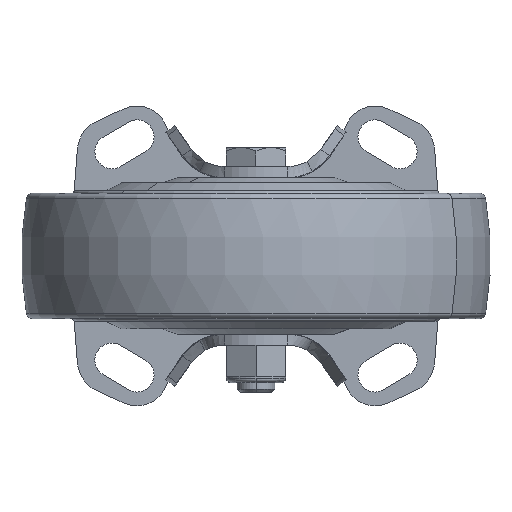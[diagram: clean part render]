
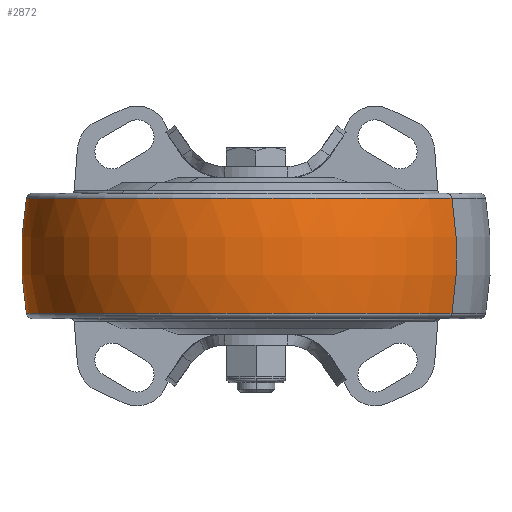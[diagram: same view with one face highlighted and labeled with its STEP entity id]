
A CAD part, front view. The second image highlights one B-rep face of the part: STEP entity #2872.
In plain terms, the highlighted toroidal (fillet/blend) face has major radius 26 mm and minor radius 101 mm.
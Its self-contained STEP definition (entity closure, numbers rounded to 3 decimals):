
#695 = EDGE_LOOP ( 'NONE', ( #8629, #4975, #7901, #5330 ) ) ;
#716 = CARTESIAN_POINT ( 'NONE',  ( 18.364, 0., -73.317 ) ) ;
#1116 = CARTESIAN_POINT ( 'NONE',  ( 18.364, 0., 73.317 ) ) ;
#1165 = CARTESIAN_POINT ( 'NONE',  ( 0., 0., 0. ) ) ;
#1183 = VERTEX_POINT ( 'NONE', #716 ) ;
#1188 = DIRECTION ( 'NONE',  ( 0., 1., 0. ) ) ;
#1413 = DIRECTION ( 'NONE',  ( 0., 0., 1. ) ) ;
#1482 = AXIS2_PLACEMENT_3D ( 'NONE', #1165, #2045, #6858 ) ;
#2003 = EDGE_CURVE ( 'NONE', #1183, #2705, #7292, .T. ) ;
#2045 = DIRECTION ( 'NONE',  ( -1., 0., 0. ) ) ;
#2095 = VERTEX_POINT ( 'NONE', #4974 ) ;
#2705 = VERTEX_POINT ( 'NONE', #1116 ) ;
#2872 = ADVANCED_FACE ( 'NONE', ( #6699 ), #7761, .T. ) ;
#3483 = CARTESIAN_POINT ( 'NONE',  ( 0., 0., -26. ) ) ;
#3648 = AXIS2_PLACEMENT_3D ( 'NONE', #9614, #8901, #7369 ) ;
#3995 = CIRCLE ( 'NONE', #5949, 101. ) ;
#4572 = CARTESIAN_POINT ( 'NONE',  ( 0., 0., 26. ) ) ;
#4647 = AXIS2_PLACEMENT_3D ( 'NONE', #8342, #9914, #1413 ) ;
#4974 = CARTESIAN_POINT ( 'NONE',  ( -18.364, 0., 73.317 ) ) ;
#4975 = ORIENTED_EDGE ( 'NONE', *, *, #2003, .T. ) ;
#5165 = CIRCLE ( 'NONE', #6009, 101. ) ;
#5330 = ORIENTED_EDGE ( 'NONE', *, *, #7235, .F. ) ;
#5862 = DIRECTION ( 'NONE',  ( 0., -1., 0. ) ) ;
#5949 = AXIS2_PLACEMENT_3D ( 'NONE', #3483, #5862, #7375 ) ;
#6009 = AXIS2_PLACEMENT_3D ( 'NONE', #4572, #1188, #9834 ) ;
#6699 = FACE_OUTER_BOUND ( 'NONE', #695, .T. ) ;
#6858 = DIRECTION ( 'NONE',  ( 0., 0., 1. ) ) ;
#7048 = EDGE_CURVE ( 'NONE', #2705, #2095, #3995, .T. ) ;
#7235 = EDGE_CURVE ( 'NONE', #8858, #2095, #9102, .T. ) ;
#7292 = CIRCLE ( 'NONE', #3648, 73.317 ) ;
#7369 = DIRECTION ( 'NONE',  ( 0., 0., 1. ) ) ;
#7375 = DIRECTION ( 'NONE',  ( 0., 0., -1. ) ) ;
#7761 = TOROIDAL_SURFACE ( 'NONE', #1482, -26., 101. ) ;
#7901 = ORIENTED_EDGE ( 'NONE', *, *, #7048, .T. ) ;
#8048 = EDGE_CURVE ( 'NONE', #1183, #8858, #5165, .T. ) ;
#8342 = CARTESIAN_POINT ( 'NONE',  ( -18.364, 0., 0. ) ) ;
#8629 = ORIENTED_EDGE ( 'NONE', *, *, #8048, .F. ) ;
#8858 = VERTEX_POINT ( 'NONE', #10053 ) ;
#8901 = DIRECTION ( 'NONE',  ( -1., 0., 0. ) ) ;
#9102 = CIRCLE ( 'NONE', #4647, 73.317 ) ;
#9614 = CARTESIAN_POINT ( 'NONE',  ( 18.364, 0., 0. ) ) ;
#9834 = DIRECTION ( 'NONE',  ( 0., 0., 1. ) ) ;
#9914 = DIRECTION ( 'NONE',  ( -1., 0., 0. ) ) ;
#10053 = CARTESIAN_POINT ( 'NONE',  ( -18.364, 0., -73.317 ) ) ;
